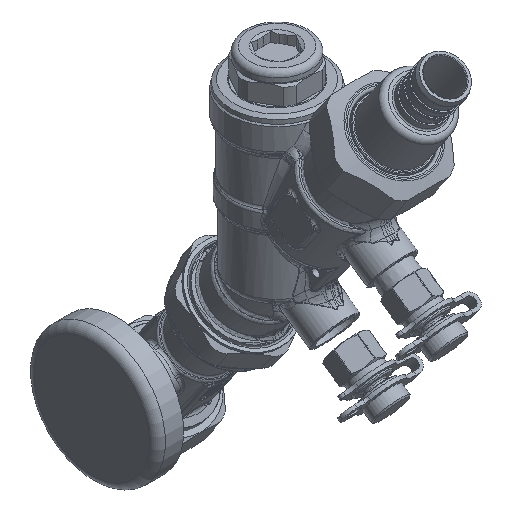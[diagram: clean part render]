
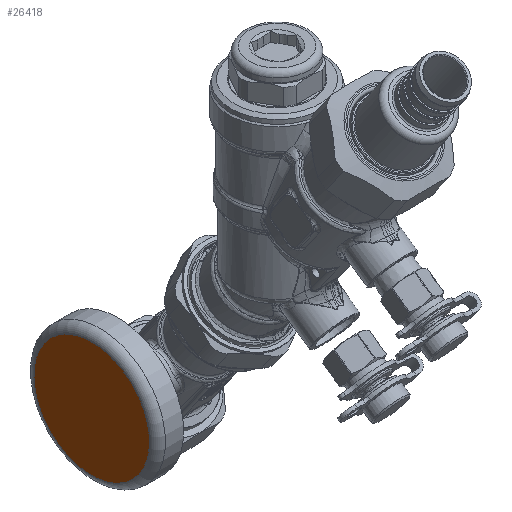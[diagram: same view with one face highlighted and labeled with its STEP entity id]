
A CAD part, isometric view. The second image highlights one B-rep face of the part: STEP entity #26418.
In plain terms, the highlighted planar face has unit normal (-1, 0, 0).
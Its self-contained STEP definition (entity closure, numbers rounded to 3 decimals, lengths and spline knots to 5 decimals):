
#3141=PLANE('',#28397);
#4437=FACE_OUTER_BOUND('',#6128,.T.);
#6128=EDGE_LOOP('',(#21326));
#7492=CIRCLE('',#28391,0.905);
#11109=VERTEX_POINT('',#153093);
#14559=EDGE_CURVE('',#11109,#11109,#7492,.T.);
#21326=ORIENTED_EDGE('',*,*,#14559,.F.);
#26418=ADVANCED_FACE('',(#4437),#3141,.T.);
#28391=AXIS2_PLACEMENT_3D('',#153094,#32661,#32662);
#28397=AXIS2_PLACEMENT_3D('',#153104,#32674,#32675);
#32661=DIRECTION('center_axis',(1.,0.,0.));
#32662=DIRECTION('ref_axis',(0.,-0.574,0.819));
#32674=DIRECTION('center_axis',(-1.,0.,0.));
#32675=DIRECTION('ref_axis',(0.,0.574,-0.819));
#153093=CARTESIAN_POINT('',(-1.4924,0.88937,-3.66992));
#153094=CARTESIAN_POINT('Origin',(-1.4924,1.40846,-4.41125));
#153104=CARTESIAN_POINT('Origin',(-1.4924,1.40846,-4.41125));
